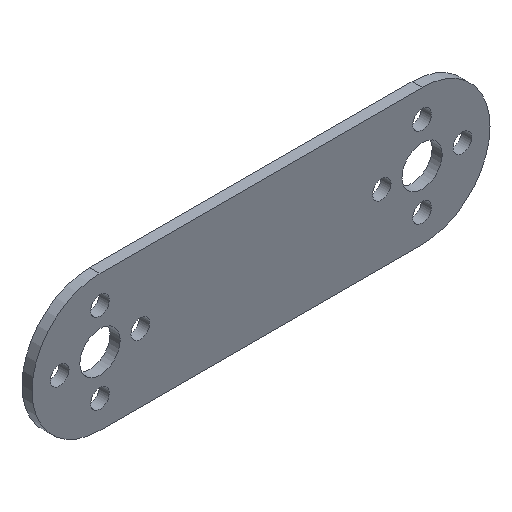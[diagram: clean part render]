
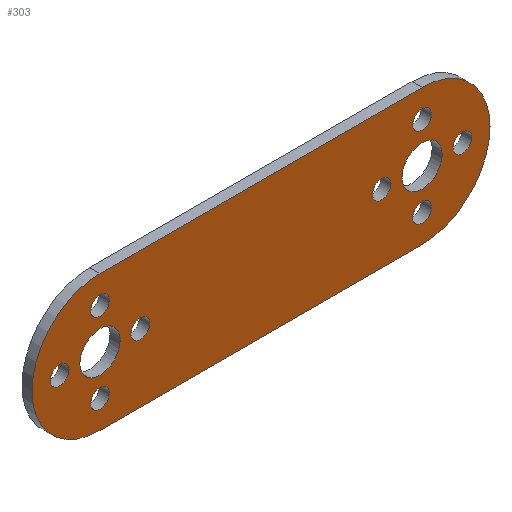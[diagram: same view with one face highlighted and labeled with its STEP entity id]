
A CAD part, isometric view. The second image highlights one B-rep face of the part: STEP entity #303.
In plain terms, the highlighted planar face has unit normal (0, -1, 0).
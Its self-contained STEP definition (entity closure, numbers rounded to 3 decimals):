
#26=FACE_BOUND('',#73,.T.);
#27=FACE_BOUND('',#74,.T.);
#28=FACE_BOUND('',#75,.T.);
#29=FACE_BOUND('',#76,.T.);
#30=FACE_BOUND('',#77,.T.);
#31=FACE_BOUND('',#78,.T.);
#32=FACE_BOUND('',#79,.T.);
#33=FACE_BOUND('',#80,.T.);
#34=FACE_BOUND('',#81,.T.);
#35=FACE_BOUND('',#82,.T.);
#56=FACE_OUTER_BOUND('',#72,.T.);
#72=EDGE_LOOP('',(#218,#219,#220,#221));
#73=EDGE_LOOP('',(#222));
#74=EDGE_LOOP('',(#223));
#75=EDGE_LOOP('',(#224));
#76=EDGE_LOOP('',(#225));
#77=EDGE_LOOP('',(#226));
#78=EDGE_LOOP('',(#227));
#79=EDGE_LOOP('',(#228));
#80=EDGE_LOOP('',(#229));
#81=EDGE_LOOP('',(#230));
#82=EDGE_LOOP('',(#231));
#118=LINE('',#457,#126);
#119=LINE('',#460,#127);
#126=VECTOR('',#367,64.);
#127=VECTOR('',#370,64.);
#134=CIRCLE('',#322,13.5);
#135=CIRCLE('',#323,13.5);
#136=CIRCLE('',#324,4.);
#137=CIRCLE('',#325,1.85);
#138=CIRCLE('',#326,1.85);
#139=CIRCLE('',#327,1.85);
#140=CIRCLE('',#328,1.85);
#141=CIRCLE('',#329,4.);
#142=CIRCLE('',#330,1.85);
#143=CIRCLE('',#331,1.85);
#144=CIRCLE('',#332,1.85);
#145=CIRCLE('',#333,1.85);
#158=VERTEX_POINT('',#453);
#159=VERTEX_POINT('',#454);
#160=VERTEX_POINT('',#456);
#161=VERTEX_POINT('',#458);
#162=VERTEX_POINT('',#461);
#163=VERTEX_POINT('',#463);
#164=VERTEX_POINT('',#465);
#165=VERTEX_POINT('',#467);
#166=VERTEX_POINT('',#469);
#167=VERTEX_POINT('',#471);
#168=VERTEX_POINT('',#473);
#169=VERTEX_POINT('',#475);
#170=VERTEX_POINT('',#477);
#171=VERTEX_POINT('',#479);
#186=EDGE_CURVE('',#158,#159,#134,.T.);
#187=EDGE_CURVE('',#160,#158,#118,.T.);
#188=EDGE_CURVE('',#161,#160,#135,.T.);
#189=EDGE_CURVE('',#159,#161,#119,.T.);
#190=EDGE_CURVE('',#162,#162,#136,.T.);
#191=EDGE_CURVE('',#163,#163,#137,.T.);
#192=EDGE_CURVE('',#164,#164,#138,.T.);
#193=EDGE_CURVE('',#165,#165,#139,.T.);
#194=EDGE_CURVE('',#166,#166,#140,.T.);
#195=EDGE_CURVE('',#167,#167,#141,.T.);
#196=EDGE_CURVE('',#168,#168,#142,.T.);
#197=EDGE_CURVE('',#169,#169,#143,.T.);
#198=EDGE_CURVE('',#170,#170,#144,.T.);
#199=EDGE_CURVE('',#171,#171,#145,.T.);
#218=ORIENTED_EDGE('',*,*,#186,.F.);
#219=ORIENTED_EDGE('',*,*,#187,.F.);
#220=ORIENTED_EDGE('',*,*,#188,.F.);
#221=ORIENTED_EDGE('',*,*,#189,.F.);
#222=ORIENTED_EDGE('',*,*,#190,.T.);
#223=ORIENTED_EDGE('',*,*,#191,.T.);
#224=ORIENTED_EDGE('',*,*,#192,.T.);
#225=ORIENTED_EDGE('',*,*,#193,.T.);
#226=ORIENTED_EDGE('',*,*,#194,.T.);
#227=ORIENTED_EDGE('',*,*,#195,.T.);
#228=ORIENTED_EDGE('',*,*,#196,.T.);
#229=ORIENTED_EDGE('',*,*,#197,.T.);
#230=ORIENTED_EDGE('',*,*,#198,.T.);
#231=ORIENTED_EDGE('',*,*,#199,.T.);
#282=PLANE('',#321);
#303=ADVANCED_FACE('',(#56,#26,#27,#28,#29,#30,#31,#32,#33,#34,#35),#282,
 .F.);
#321=AXIS2_PLACEMENT_3D('',#452,#363,#364);
#322=AXIS2_PLACEMENT_3D('',#455,#365,#366);
#323=AXIS2_PLACEMENT_3D('',#459,#368,#369);
#324=AXIS2_PLACEMENT_3D('',#462,#371,#372);
#325=AXIS2_PLACEMENT_3D('',#464,#373,#374);
#326=AXIS2_PLACEMENT_3D('',#466,#375,#376);
#327=AXIS2_PLACEMENT_3D('',#468,#377,#378);
#328=AXIS2_PLACEMENT_3D('',#470,#379,#380);
#329=AXIS2_PLACEMENT_3D('',#472,#381,#382);
#330=AXIS2_PLACEMENT_3D('',#474,#383,#384);
#331=AXIS2_PLACEMENT_3D('',#476,#385,#386);
#332=AXIS2_PLACEMENT_3D('',#478,#387,#388);
#333=AXIS2_PLACEMENT_3D('',#480,#389,#390);
#363=DIRECTION('center_axis',(0.,1.,0.));
#364=DIRECTION('ref_axis',(0.,0.,1.));
#365=DIRECTION('center_axis',(0.,1.,0.));
#366=DIRECTION('ref_axis',(0.,0.,-1.));
#367=DIRECTION('',(-1.,0.,0.));
#368=DIRECTION('center_axis',(0.,1.,0.));
#369=DIRECTION('ref_axis',(0.,0.,1.));
#370=DIRECTION('',(1.,0.,0.));
#371=DIRECTION('center_axis',(0.,1.,0.));
#372=DIRECTION('ref_axis',(1.,0.,0.));
#373=DIRECTION('center_axis',(0.,1.,0.));
#374=DIRECTION('ref_axis',(1.,0.,0.));
#375=DIRECTION('center_axis',(0.,1.,0.));
#376=DIRECTION('ref_axis',(1.,0.,0.));
#377=DIRECTION('center_axis',(0.,1.,0.));
#378=DIRECTION('ref_axis',(1.,0.,0.));
#379=DIRECTION('center_axis',(0.,1.,0.));
#380=DIRECTION('ref_axis',(1.,0.,0.));
#381=DIRECTION('center_axis',(0.,1.,0.));
#382=DIRECTION('ref_axis',(1.,0.,0.));
#383=DIRECTION('center_axis',(0.,1.,0.));
#384=DIRECTION('ref_axis',(1.,0.,0.));
#385=DIRECTION('center_axis',(0.,1.,0.));
#386=DIRECTION('ref_axis',(1.,0.,0.));
#387=DIRECTION('center_axis',(0.,1.,0.));
#388=DIRECTION('ref_axis',(1.,0.,0.));
#389=DIRECTION('center_axis',(0.,1.,0.));
#390=DIRECTION('ref_axis',(1.,0.,0.));
#452=CARTESIAN_POINT('Origin',(0.,0.,0.));
#453=CARTESIAN_POINT('',(0.,0.,-13.5));
#454=CARTESIAN_POINT('',(0.,0.,13.5));
#455=CARTESIAN_POINT('Origin',(0.,0.,0.));
#456=CARTESIAN_POINT('',(64.,0.,-13.5));
#457=CARTESIAN_POINT('',(64.,0.,-13.5));
#458=CARTESIAN_POINT('',(64.,0.,13.5));
#459=CARTESIAN_POINT('Origin',(64.,0.,0.));
#460=CARTESIAN_POINT('',(0.,0.,13.5));
#461=CARTESIAN_POINT('',(-4.,0.,0.));
#462=CARTESIAN_POINT('Origin',(0.,0.,0.));
#463=CARTESIAN_POINT('',(-1.85,0.,-8.));
#464=CARTESIAN_POINT('Origin',(0.,0.,-8.));
#465=CARTESIAN_POINT('',(6.15,0.,0.));
#466=CARTESIAN_POINT('Origin',(8.,0.,0.));
#467=CARTESIAN_POINT('',(-1.85,0.,8.));
#468=CARTESIAN_POINT('Origin',(0.,0.,8.));
#469=CARTESIAN_POINT('',(-9.85,0.,0.));
#470=CARTESIAN_POINT('Origin',(-8.,0.,0.));
#471=CARTESIAN_POINT('',(68.,0.,0.));
#472=CARTESIAN_POINT('Origin',(64.,0.,0.));
#473=CARTESIAN_POINT('',(65.85,0.,-8.));
#474=CARTESIAN_POINT('Origin',(64.,0.,-8.));
#475=CARTESIAN_POINT('',(73.85,0.,0.));
#476=CARTESIAN_POINT('Origin',(72.,0.,0.));
#477=CARTESIAN_POINT('',(65.85,0.,8.));
#478=CARTESIAN_POINT('Origin',(64.,0.,8.));
#479=CARTESIAN_POINT('',(57.85,0.,0.));
#480=CARTESIAN_POINT('Origin',(56.,0.,0.));
